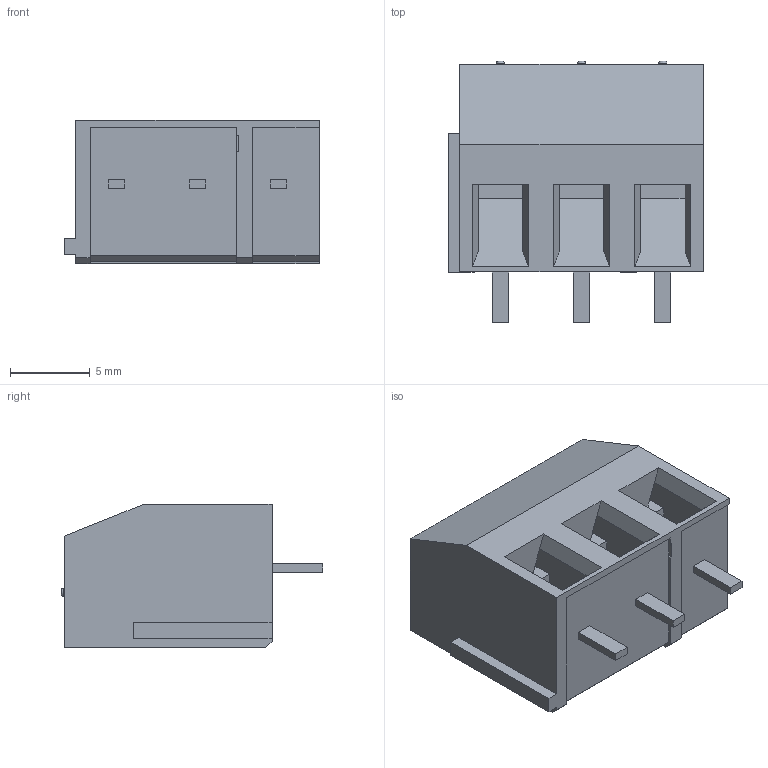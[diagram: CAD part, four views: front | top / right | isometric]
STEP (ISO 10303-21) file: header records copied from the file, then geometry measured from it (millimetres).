
FILE_DESCRIPTION(/* description */ (''),/* implementation_level */ '2;1');
FILE_NAME(/* name */ 'TB112-3-2-U-1 v1.step',/* time_stamp */ '2019-08-30T11:08:44+09:00',/* author */ (''),/* organization */ (''),/* preprocessor_version */ 'ST-DEVELOPER v18',/* originating_system */ 'Autodesk Translation Framework v8.2.0.1029',/* authorisation */ '');
FILE_SCHEMA (('AUTOMOTIVE_DESIGN { 1 0 10303 214 3 1 1 }'));
Length unit declared in the file: millimetre
Products named in the file (1): TB112-3-2-U-1
Bounding box: 15.94 x 16.37 x 9 mm (x, y, z)
Volume: 1509.3 mm3; surface area: 1312.2 mm2
Topology: 1 solids, 1 shells, 140 faces, 376 edges, 244 vertices
Faces by surface type: plane 116, cylinder 15, cone 3, torus 3, bspline 3
Full cylindrical faces by diameter (mm): 0.508 x3, 2.032 x3, 3.048 x3
Entity records: 4884 total; most frequent: CARTESIAN_POINT 1233, ORIENTED_EDGE 752, DIRECTION 721, EDGE_CURVE 376, LINE 283, VECTOR 283, VERTEX_POINT 244, AXIS2_PLACEMENT_3D 219
